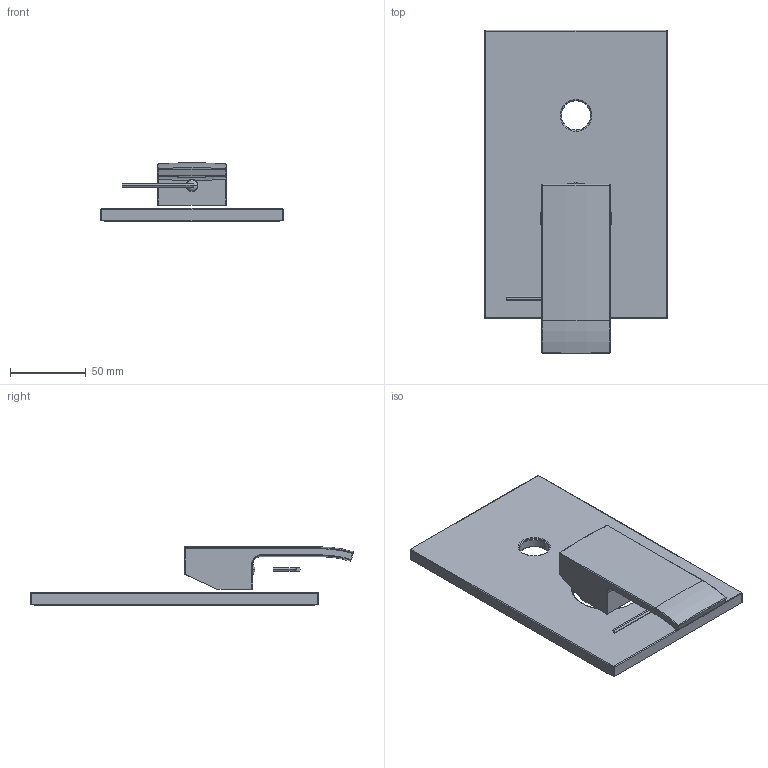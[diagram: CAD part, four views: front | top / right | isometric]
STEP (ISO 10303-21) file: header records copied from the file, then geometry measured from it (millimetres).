
FILE_DESCRIPTION((''),'2;1');
FILE_NAME('EL015CREST_ASM','2021-01-28T15:20:43',('stefano.gianpani'),('PAFFONI SpA'),'CREO PARAMETRIC BY PTC INC, 2020044','CREO PARAMETRIC BY PTC INC, 2020044','');
FILE_SCHEMA(('CONFIG_CONTROL_DESIGN','SHAPE_APPEARANCE_LAYERS_GROUPS'));
Length unit declared in the file: millimetre
Products named in the file (10): 4061171CR; 592305006A2I; TCF0691105CRRB; CHBR25; 8001114_ASM; 4061169CR; 2091320; 2091319; 2091341; EL015CREST_ASM
Assembly tree (9 placements, depth 3):
  EL015CREST_ASM
    4061171CR
    8001114_ASM
      592305006A2I
      TCF0691105CRRB
      CHBR25
    4061169CR
    2091320
    2091319
    2091341
Bounding box: 120 x 213.06 x 38.41 mm (x, y, z)
Volume: 157770.2 mm3; surface area: 104721.7 mm2
Topology: 8 solids, 10 shells, 264 faces, 598 edges, 363 vertices
Faces by surface type: plane 96, cylinder 96, torus 31, sphere 16, bspline 13, cone 12
Entity records: 10285 total; most frequent: CARTESIAN_POINT 2177, DIRECTION 1357, ORIENTED_EDGE 1184, PRESENTATION_STYLE_ASSIGNMENT 606, STYLED_ITEM 606, CURVE_STYLE 596, EDGE_CURVE 596, AXIS2_PLACEMENT_3D 532
